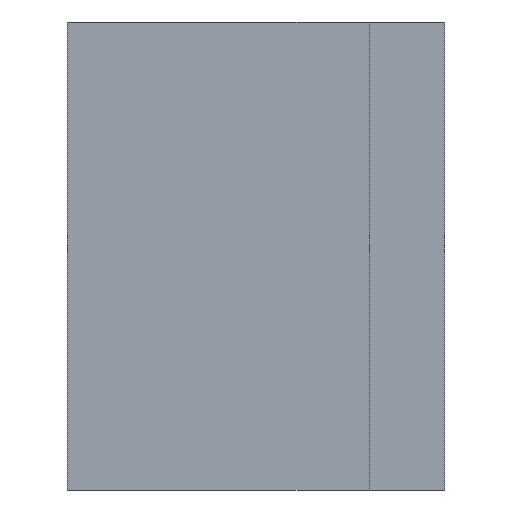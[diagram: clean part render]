
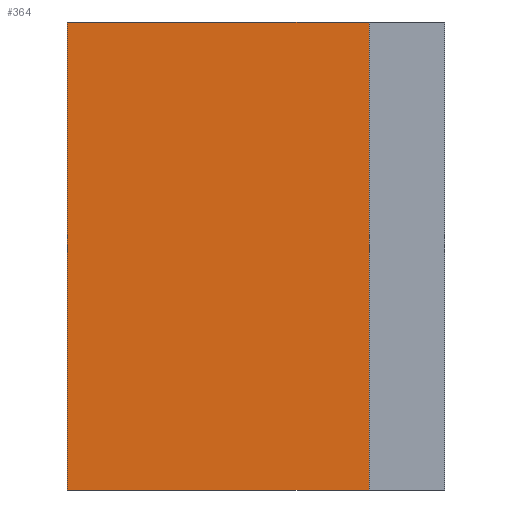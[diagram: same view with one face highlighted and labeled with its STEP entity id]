
A CAD part, left-side view. The second image highlights one B-rep face of the part: STEP entity #364.
In plain terms, the highlighted planar face has unit normal (-1, 0, 0).
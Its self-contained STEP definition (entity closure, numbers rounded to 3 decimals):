
#30=FACE_OUTER_BOUND('',#50,.T.);
#50=EDGE_LOOP('',(#295,#296,#297,#298));
#89=LINE('',#560,#137);
#98=LINE('',#579,#146);
#101=LINE('',#584,#149);
#102=LINE('',#585,#150);
#137=VECTOR('',#455,10.);
#146=VECTOR('',#472,10.);
#149=VECTOR('',#477,10.);
#150=VECTOR('',#478,10.);
#175=VERTEX_POINT('',#549);
#179=VERTEX_POINT('',#558);
#184=VERTEX_POINT('',#576);
#185=VERTEX_POINT('',#578);
#217=EDGE_CURVE('',#179,#175,#89,.T.);
#226=EDGE_CURVE('',#185,#184,#98,.T.);
#229=EDGE_CURVE('',#185,#179,#101,.T.);
#230=EDGE_CURVE('',#175,#184,#102,.T.);
#295=ORIENTED_EDGE('',*,*,#229,.F.);
#296=ORIENTED_EDGE('',*,*,#226,.T.);
#297=ORIENTED_EDGE('',*,*,#230,.F.);
#298=ORIENTED_EDGE('',*,*,#217,.F.);
#344=PLANE('',#398);
#364=ADVANCED_FACE('',(#30),#344,.T.);
#398=AXIS2_PLACEMENT_3D('',#583,#475,#476);
#455=DIRECTION('',(0.,1.,0.));
#472=DIRECTION('',(0.,1.,0.));
#475=DIRECTION('center_axis',(-1.,0.,0.));
#476=DIRECTION('ref_axis',(0.,0.,1.));
#477=DIRECTION('',(0.,0.,-1.));
#478=DIRECTION('',(0.,0.,1.));
#549=CARTESIAN_POINT('',(-16.,10.,-6.2));
#558=CARTESIAN_POINT('',(-16.,2.,-6.2));
#560=CARTESIAN_POINT('',(-16.,0.,-6.2));
#576=CARTESIAN_POINT('',(-16.,10.,6.2));
#578=CARTESIAN_POINT('',(-16.,2.,6.2));
#579=CARTESIAN_POINT('',(-16.,0.,6.2));
#583=CARTESIAN_POINT('Origin',(-16.,0.,-6.2));
#584=CARTESIAN_POINT('',(-16.,2.,-3.1));
#585=CARTESIAN_POINT('',(-16.,10.,6.2));
